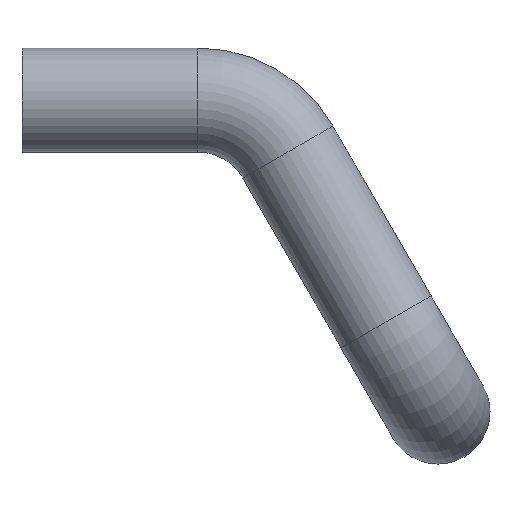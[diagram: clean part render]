
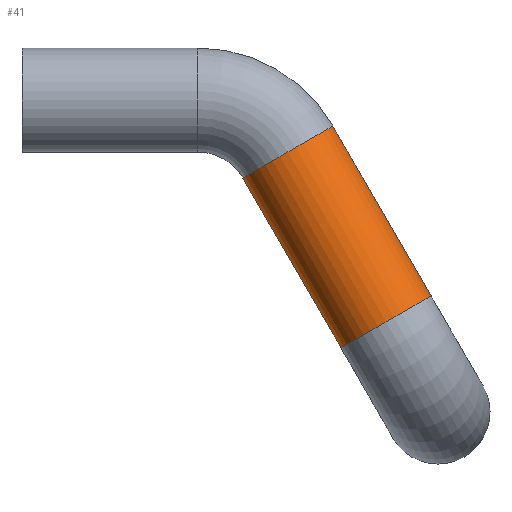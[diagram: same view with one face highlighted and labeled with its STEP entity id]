
A CAD part, left-side view. The second image highlights one B-rep face of the part: STEP entity #41.
In plain terms, the highlighted cylindrical face has radius 5 mm (diameter 10 mm), a full revolution.
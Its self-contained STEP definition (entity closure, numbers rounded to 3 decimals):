
#41 = ADVANCED_FACE( '', ( #92, #93 ), #94, .T. );
#92 = FACE_OUTER_BOUND( '', #167, .T. );
#93 = FACE_OUTER_BOUND( '', #168, .T. );
#94 = CYLINDRICAL_SURFACE( '', #169, 5. );
#167 = EDGE_LOOP( '', ( #236 ) );
#168 = EDGE_LOOP( '', ( #237 ) );
#169 = AXIS2_PLACEMENT_3D( '', #238, #239, #240 );
#236 = ORIENTED_EDGE( '', *, *, #338, .F. );
#237 = ORIENTED_EDGE( '', *, *, #339, .T. );
#238 = CARTESIAN_POINT( '', ( 0., 5., 8.66 ) );
#239 = DIRECTION( '', ( 0., 0.5, 0.866 ) );
#240 = DIRECTION( '', ( 0., 0.866, -0.5 ) );
#338 = EDGE_CURVE( '', #373, #373, #374, .T. );
#339 = EDGE_CURVE( '', #375, #375, #376, .T. );
#373 = VERTEX_POINT( '', #422 );
#374 = CIRCLE( '', #423, 5. );
#375 = VERTEX_POINT( '', #424 );
#376 = CIRCLE( '', #425, 5. );
#422 = CARTESIAN_POINT( '', ( -4.33, 7.165, 7.41 ) );
#423 = AXIS2_PLACEMENT_3D( '', #470, #471, #472 );
#424 = CARTESIAN_POINT( '', ( 0., 18.764, 22.5 ) );
#425 = AXIS2_PLACEMENT_3D( '', #473, #474, #475 );
#470 = CARTESIAN_POINT( '', ( 0., 5., 8.66 ) );
#471 = DIRECTION( '', ( 0., -0.5, -0.866 ) );
#472 = DIRECTION( '', ( -0.866, 0.433, -0.25 ) );
#473 = CARTESIAN_POINT( '', ( 0., 14.434, 25. ) );
#474 = DIRECTION( '', ( 0., -0.5, -0.866 ) );
#475 = DIRECTION( '', ( 0., 0.866, -0.5 ) );
